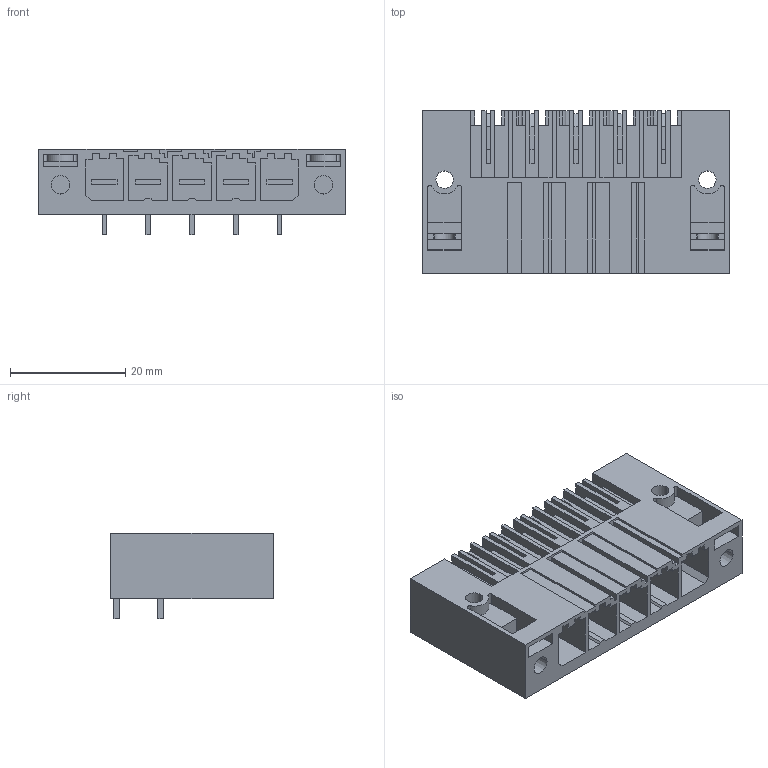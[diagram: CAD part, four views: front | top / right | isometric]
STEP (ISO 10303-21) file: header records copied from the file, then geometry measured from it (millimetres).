
FILE_DESCRIPTION(('CATIA V5 STEP','CAx-IF Rec.Pracs.--- Model Styling and Organization---1.4--- 2014-01-23'),'2;1');
FILE_NAME ('D1459379_1_1930410000_1930410000.stp','2024-02-19T08:50:51+00:00',('none'),('Weidmueller'),'CATIA Version 5-6 Release 2016 SP3 HF44','CATIA V5 STEP AP214','none');
FILE_SCHEMA(('AUTOMOTIVE_DESIGN { 1 0 10303 214 1 1 1 1 }'));
Length unit declared in the file: millimetre
Products named in the file (1): 1930410000
Bounding box: 53.34 x 28.3 x 14.9 mm (x, y, z)
Volume: 9460.1 mm3; surface area: 12329.9 mm2
Topology: 6 solids, 6 shells, 605 faces, 1798 edges, 1212 vertices
Faces by surface type: plane 565, cylinder 36, cone 4
Entity records: 18806 total; most frequent: ORIENTED_EDGE 3596, CARTESIAN_POINT 3418, DIRECTION 2527, EDGE_CURVE 1798, VECTOR 1697, LINE 1697, VERTEX_POINT 1212, EDGE_LOOP 634
